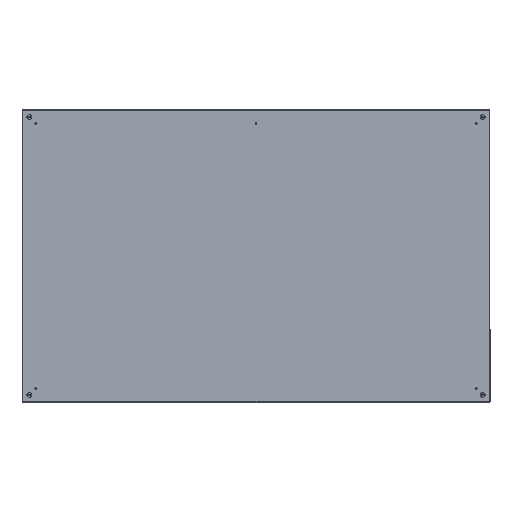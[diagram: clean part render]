
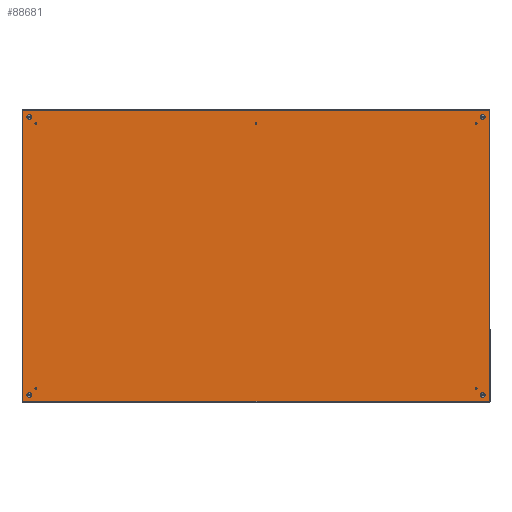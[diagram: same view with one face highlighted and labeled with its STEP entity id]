
A CAD part, left-side view. The second image highlights one B-rep face of the part: STEP entity #88681.
In plain terms, the highlighted face is planar.
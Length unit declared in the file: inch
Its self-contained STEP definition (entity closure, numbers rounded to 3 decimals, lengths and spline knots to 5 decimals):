
#89 = VERTEX_POINT ( 'NONE', #86343 ) ;
#742 = CARTESIAN_POINT ( 'NONE',  ( 14.892, 0., 23.928 ) ) ;
#1690 = EDGE_CURVE ( 'NONE', #88308, #47627, #11930, .T. ) ;
#1814 = CARTESIAN_POINT ( 'NONE',  ( 14.892, 0., -23.928 ) ) ;
#2287 = ORIENTED_EDGE ( 'NONE', *, *, #94473, .T. ) ;
#4848 = EDGE_CURVE ( 'NONE', #32520, #52022, #40699, .T. ) ;
#5360 = LINE ( 'NONE', #64209, #51890 ) ;
#7866 = DIRECTION ( 'NONE',  ( -1., 0., 0. ) ) ;
#9150 = ORIENTED_EDGE ( 'NONE', *, *, #70966, .T. ) ;
#9584 = VECTOR ( 'NONE', #27441, 39.37008 ) ;
#9895 = EDGE_CURVE ( 'NONE', #64022, #45120, #75513, .T. ) ;
#10373 = CARTESIAN_POINT ( 'NONE',  ( -14., 0., -23.25 ) ) ;
#10485 = DIRECTION ( 'NONE',  ( 0., -1., 0. ) ) ;
#11930 = LINE ( 'NONE', #31276, #37055 ) ;
#12358 = FACE_BOUND ( 'NONE', #59469, .T. ) ;
#12967 = EDGE_LOOP ( 'NONE', ( #66290, #55094 ) ) ;
#13970 = AXIS2_PLACEMENT_3D ( 'NONE', #78054, #46013, #39287 ) ;
#14339 = EDGE_CURVE ( 'NONE', #89, #67137, #41343, .T. ) ;
#15357 = DIRECTION ( 'NONE',  ( -1., 0., 0. ) ) ;
#16570 = AXIS2_PLACEMENT_3D ( 'NONE', #80007, #47283, #7866 ) ;
#17641 = EDGE_CURVE ( 'NONE', #90963, #88308, #73169, .T. ) ;
#18362 = CARTESIAN_POINT ( 'NONE',  ( 0., 0., 23.928 ) ) ;
#18508 = CARTESIAN_POINT ( 'NONE',  ( 0., 0., 0. ) ) ;
#19188 = DIRECTION ( 'NONE',  ( -1., 0., 0. ) ) ;
#20119 = AXIS2_PLACEMENT_3D ( 'NONE', #33693, #10485, #58390 ) ;
#20381 = VERTEX_POINT ( 'NONE', #39458 ) ;
#20459 = EDGE_CURVE ( 'NONE', #32185, #20381, #103725, .T. ) ;
#20606 = DIRECTION ( 'NONE',  ( 0., -1., 0. ) ) ;
#27441 = DIRECTION ( 'NONE',  ( 1., 0., 0. ) ) ;
#27555 = DIRECTION ( 'NONE',  ( 0., -1., 0. ) ) ;
#30203 = EDGE_LOOP ( 'NONE', ( #9150, #34657, #97669, #86171 ) ) ;
#30455 = CARTESIAN_POINT ( 'NONE',  ( 14.25, 0., 23.25 ) ) ;
#31276 = CARTESIAN_POINT ( 'NONE',  ( -14.892, 0., 0. ) ) ;
#31637 = CARTESIAN_POINT ( 'NONE',  ( -14.25, 0., -23.25 ) ) ;
#32185 = VERTEX_POINT ( 'NONE', #10373 ) ;
#32520 = VERTEX_POINT ( 'NONE', #89852 ) ;
#33658 = EDGE_CURVE ( 'NONE', #67137, #89, #69310, .T. ) ;
#33693 = CARTESIAN_POINT ( 'NONE',  ( -14.25, 0., 23.25 ) ) ;
#33742 = FACE_BOUND ( 'NONE', #12967, .T. ) ;
#34540 = AXIS2_PLACEMENT_3D ( 'NONE', #85439, #20606, #77707 ) ;
#34657 = ORIENTED_EDGE ( 'NONE', *, *, #17641, .T. ) ;
#35326 = CARTESIAN_POINT ( 'NONE',  ( -14.25, 0., 23.25 ) ) ;
#37055 = VECTOR ( 'NONE', #87320, 39.37008 ) ;
#38027 = AXIS2_PLACEMENT_3D ( 'NONE', #18508, #82905, #19188 ) ;
#38589 = LINE ( 'NONE', #18362, #9584 ) ;
#39287 = DIRECTION ( 'NONE',  ( -1., 0., 0. ) ) ;
#39458 = CARTESIAN_POINT ( 'NONE',  ( -14.5, 0., -23.25 ) ) ;
#39765 = CIRCLE ( 'NONE', #13970, 0.25 ) ;
#40699 = CIRCLE ( 'NONE', #63578, 0.25 ) ;
#41093 = CARTESIAN_POINT ( 'NONE',  ( 14.25, 0., -23.25 ) ) ;
#41343 = CIRCLE ( 'NONE', #99629, 0.25 ) ;
#41384 = FACE_OUTER_BOUND ( 'NONE', #30203, .T. ) ;
#42531 = EDGE_CURVE ( 'NONE', #47627, #56235, #38589, .T. ) ;
#42586 = FACE_BOUND ( 'NONE', #72589, .T. ) ;
#43312 = AXIS2_PLACEMENT_3D ( 'NONE', #35326, #27555, #91745 ) ;
#44313 = CIRCLE ( 'NONE', #43312, 0.25 ) ;
#45120 = VERTEX_POINT ( 'NONE', #93740 ) ;
#45475 = AXIS2_PLACEMENT_3D ( 'NONE', #31637, #47896, #56032 ) ;
#46013 = DIRECTION ( 'NONE',  ( 0., -1., 0. ) ) ;
#46699 = VECTOR ( 'NONE', #96603, 39.37008 ) ;
#47283 = DIRECTION ( 'NONE',  ( 0., -1., 0. ) ) ;
#47627 = VERTEX_POINT ( 'NONE', #70073 ) ;
#47896 = DIRECTION ( 'NONE',  ( 0., -1., 0. ) ) ;
#49183 = EDGE_CURVE ( 'NONE', #52022, #32520, #64904, .T. ) ;
#49538 = DIRECTION ( 'NONE',  ( 0., -1., 0. ) ) ;
#51890 = VECTOR ( 'NONE', #56820, 39.37008 ) ;
#52022 = VERTEX_POINT ( 'NONE', #93573 ) ;
#55094 = ORIENTED_EDGE ( 'NONE', *, *, #14339, .T. ) ;
#55273 = CARTESIAN_POINT ( 'NONE',  ( -14.5, 0., 23.25 ) ) ;
#56032 = DIRECTION ( 'NONE',  ( -1., 0., 0. ) ) ;
#56235 = VERTEX_POINT ( 'NONE', #742 ) ;
#56820 = DIRECTION ( 'NONE',  ( 0., 0., -1. ) ) ;
#58390 = DIRECTION ( 'NONE',  ( -1., 0., 0. ) ) ;
#59469 = EDGE_LOOP ( 'NONE', ( #88146, #100597 ) ) ;
#62255 = EDGE_LOOP ( 'NONE', ( #68239, #2287 ) ) ;
#63578 = AXIS2_PLACEMENT_3D ( 'NONE', #41093, #49538, #65729 ) ;
#64022 = VERTEX_POINT ( 'NONE', #55273 ) ;
#64209 = CARTESIAN_POINT ( 'NONE',  ( 14.892, 0., 0. ) ) ;
#64904 = CIRCLE ( 'NONE', #16570, 0.25 ) ;
#65729 = DIRECTION ( 'NONE',  ( -1., 0., 0. ) ) ;
#66290 = ORIENTED_EDGE ( 'NONE', *, *, #33658, .T. ) ;
#66524 = FACE_BOUND ( 'NONE', #62255, .T. ) ;
#67137 = VERTEX_POINT ( 'NONE', #83171 ) ;
#68239 = ORIENTED_EDGE ( 'NONE', *, *, #9895, .T. ) ;
#69310 = CIRCLE ( 'NONE', #34540, 0.25 ) ;
#70073 = CARTESIAN_POINT ( 'NONE',  ( -14.892, 0., 23.928 ) ) ;
#70966 = EDGE_CURVE ( 'NONE', #56235, #90963, #5360, .T. ) ;
#72589 = EDGE_LOOP ( 'NONE', ( #102605, #83187 ) ) ;
#73169 = LINE ( 'NONE', #73385, #46699 ) ;
#73385 = CARTESIAN_POINT ( 'NONE',  ( 0., 0., -23.928 ) ) ;
#75513 = CIRCLE ( 'NONE', #20119, 0.25 ) ;
#77707 = DIRECTION ( 'NONE',  ( -1., 0., 0. ) ) ;
#78054 = CARTESIAN_POINT ( 'NONE',  ( -14.25, 0., -23.25 ) ) ;
#79115 = DIRECTION ( 'NONE',  ( 0., -1., 0. ) ) ;
#80007 = CARTESIAN_POINT ( 'NONE',  ( 14.25, 0., -23.25 ) ) ;
#82905 = DIRECTION ( 'NONE',  ( 0., 1., 0. ) ) ;
#83171 = CARTESIAN_POINT ( 'NONE',  ( 14., 0., 23.25 ) ) ;
#83187 = ORIENTED_EDGE ( 'NONE', *, *, #20459, .T. ) ;
#85439 = CARTESIAN_POINT ( 'NONE',  ( 14.25, 0., 23.25 ) ) ;
#86171 = ORIENTED_EDGE ( 'NONE', *, *, #42531, .T. ) ;
#86343 = CARTESIAN_POINT ( 'NONE',  ( 14.5, 0., 23.25 ) ) ;
#87320 = DIRECTION ( 'NONE',  ( 0., 0., 1. ) ) ;
#88146 = ORIENTED_EDGE ( 'NONE', *, *, #49183, .T. ) ;
#88308 = VERTEX_POINT ( 'NONE', #103157 ) ;
#88681 = ADVANCED_FACE ( 'NONE', ( #41384, #33742, #12358, #66524, #42586 ), #91415, .T. ) ;
#89852 = CARTESIAN_POINT ( 'NONE',  ( 14.5, 0., -23.25 ) ) ;
#90963 = VERTEX_POINT ( 'NONE', #1814 ) ;
#91415 = PLANE ( 'NONE',  #38027 ) ;
#91745 = DIRECTION ( 'NONE',  ( -1., 0., 0. ) ) ;
#93573 = CARTESIAN_POINT ( 'NONE',  ( 14., 0., -23.25 ) ) ;
#93740 = CARTESIAN_POINT ( 'NONE',  ( -14., 0., 23.25 ) ) ;
#94473 = EDGE_CURVE ( 'NONE', #45120, #64022, #44313, .T. ) ;
#96603 = DIRECTION ( 'NONE',  ( -1., 0., 0. ) ) ;
#97669 = ORIENTED_EDGE ( 'NONE', *, *, #1690, .T. ) ;
#99277 = EDGE_CURVE ( 'NONE', #20381, #32185, #39765, .T. ) ;
#99629 = AXIS2_PLACEMENT_3D ( 'NONE', #30455, #79115, #15357 ) ;
#100597 = ORIENTED_EDGE ( 'NONE', *, *, #4848, .T. ) ;
#102605 = ORIENTED_EDGE ( 'NONE', *, *, #99277, .T. ) ;
#103157 = CARTESIAN_POINT ( 'NONE',  ( -14.892, 0., -23.928 ) ) ;
#103725 = CIRCLE ( 'NONE', #45475, 0.25 ) ;
